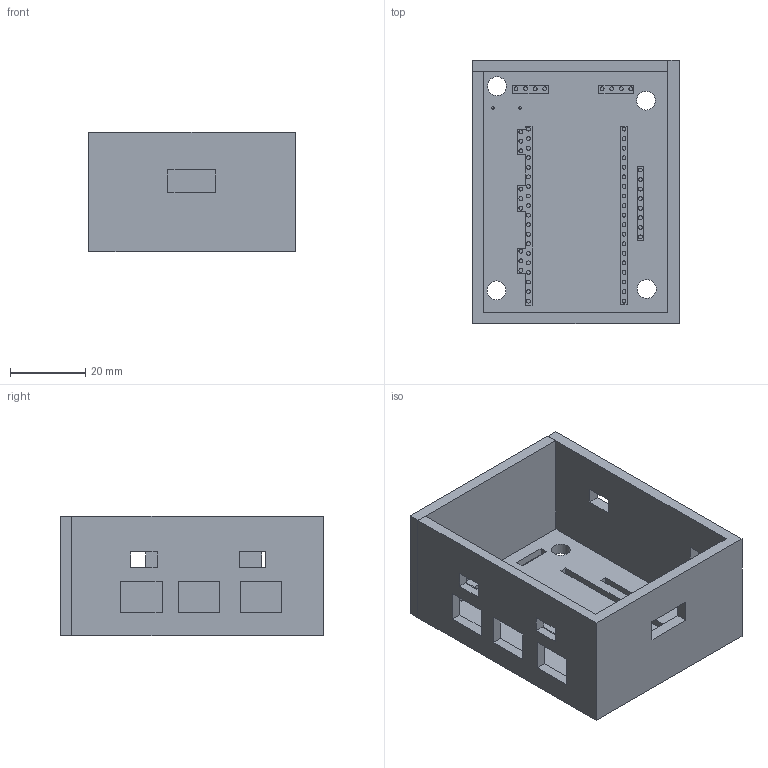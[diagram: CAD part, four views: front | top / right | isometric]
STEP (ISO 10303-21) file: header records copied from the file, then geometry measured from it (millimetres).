
FILE_DESCRIPTION(/* description */ (''),/* implementation_level */ '2;1');
FILE_NAME(/* name */ 'Bottom Box v7.step',/* time_stamp */ '2024-08-23T17:10:38-07:00',/* author */ (''),/* organization */ (''),/* preprocessor_version */ 'ST-DEVELOPER v20',/* originating_system */ 'Autodesk Translation Framework v13.14.0.145',/* authorisation */ '');
FILE_SCHEMA (('AUTOMOTIVE_DESIGN { 1 0 10303 214 3 1 1 }'));
Length unit declared in the file: millimetre
Products named in the file (1): Water Testing Box (v7~recovered)
Bounding box: 54.82 x 69.9 x 31.7 mm (x, y, z)
Volume: 29131 mm3; surface area: 22828.4 mm2
Topology: 1 solids, 1 shells, 225 faces, 459 edges, 306 vertices
Faces by surface type: plane 156, cylinder 69
Full cylindrical faces by diameter (mm): 0.66 x2, 1.016 x25, 1.04 x38, 5 x4
Entity records: 6002 total; most frequent: DIRECTION 1049, CARTESIAN_POINT 991, ORIENTED_EDGE 918, EDGE_CURVE 459, AXIS2_PLACEMENT_3D 364, LINE 321, VECTOR 321, EDGE_LOOP 319
